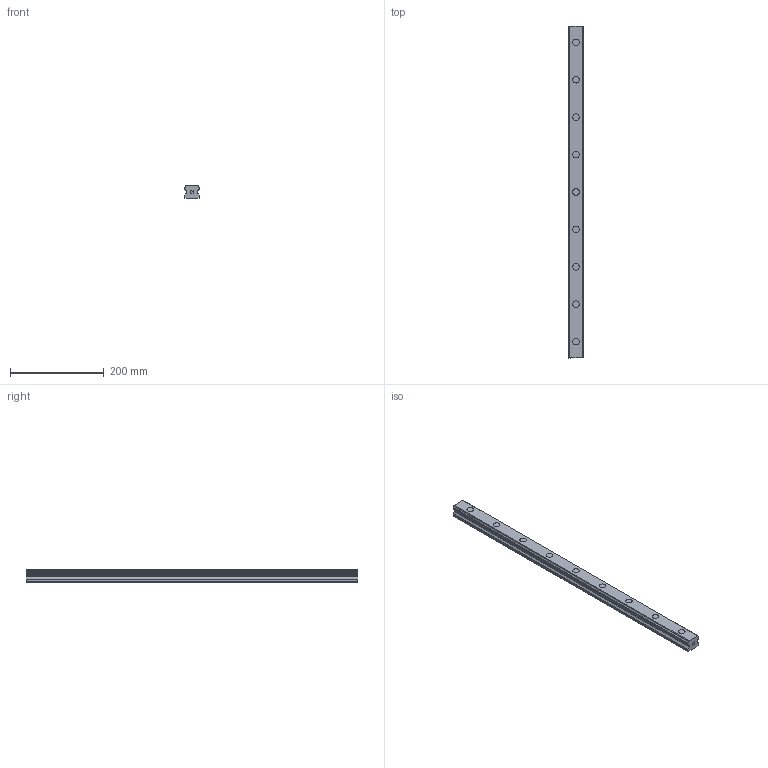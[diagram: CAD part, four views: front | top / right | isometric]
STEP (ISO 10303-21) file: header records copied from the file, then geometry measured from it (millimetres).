
FILE_DESCRIPTION(('STEP AP214'),'1');
FILE_NAME('cctmp_069B84E9-7D2D-45D3-9634-AA96E280E7E5_2021_02_17_11_38_20_0087..stp','2021-02-17T10:38:20',('HIWIN GmbH'),('CADClick - www.CADClick.com'),'Spatial InterOp 3D',' ','unknown authorization');
FILE_SCHEMA(('AUTOMOTIVE_DESIGN'));
Length unit declared in the file: millimetre
Products named in the file (1): EGR35R710C_FILE
Bounding box: 34 x 710 x 27.5 mm (x, y, z)
Volume: 558736.2 mm3; surface area: 100887.4 mm2
Topology: 1 solids, 1 shells, 188 faces, 465 edges, 310 vertices
Faces by surface type: plane 116, cylinder 72
Entity records: 7121 total; most frequent: DIRECTION 987, CARTESIAN_POINT 964, ORIENTED_EDGE 930, EDGE_CURVE 465, AXIS2_PLACEMENT_3D 333, LINE 321, VECTOR 321, VERTEX_POINT 310
